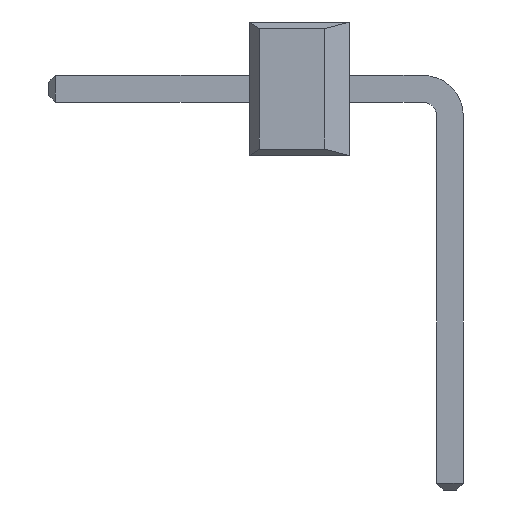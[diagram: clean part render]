
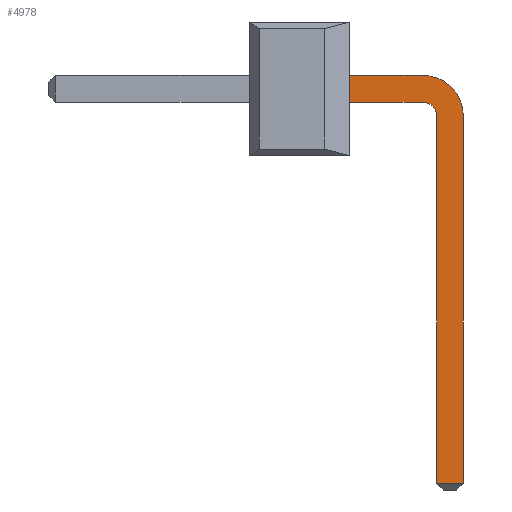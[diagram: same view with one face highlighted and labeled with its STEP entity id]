
A CAD part, left-side view. The second image highlights one B-rep face of the part: STEP entity #4978.
In plain terms, the highlighted planar face has unit normal (-1, 0, 0).
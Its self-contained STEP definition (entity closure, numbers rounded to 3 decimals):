
#4216=CARTESIAN_POINT('',(-0.254,1.905,1.016));
#4215=VERTEX_POINT('',#4216);
#4226=CARTESIAN_POINT('',(-0.254,1.905,1.524));
#4225=VERTEX_POINT('',#4226);
#4224=EDGE_CURVE('',#4225,#4215,#4229,.T.);
#4229=LINE('',#4226,#4231);
#4231=VECTOR('',#4232,0.508);
#4232=DIRECTION('',(0.0,0.0,-1.0));
#4255=CARTESIAN_POINT('',(-0.254,0.508,1.016));
#4254=VERTEX_POINT('',#4255);
#4263=EDGE_CURVE('',#4215,#4254,#4268,.T.);
#4268=LINE('',#4216,#4270);
#4270=VECTOR('',#4271,1.397);
#4271=DIRECTION('',(0.0,-1.0,0.0));
#4306=CARTESIAN_POINT('',(-0.254,0.508,1.524));
#4305=VERTEX_POINT('',#4306);
#4332=EDGE_CURVE('',#4305,#4225,#4337,.T.);
#4337=LINE('',#4306,#4339);
#4339=VECTOR('',#4340,1.397);
#4340=DIRECTION('',(0.0,1.0,0.0));
#4363=CARTESIAN_POINT('',(-0.254,0.254,-6.223));
#4362=VERTEX_POINT('',#4363);
#4373=CARTESIAN_POINT('',(-0.254,0.254,0.762));
#4372=VERTEX_POINT('',#4373);
#4371=EDGE_CURVE('',#4372,#4362,#4376,.T.);
#4376=LINE('',#4373,#4378);
#4378=VECTOR('',#4379,6.985);
#4379=DIRECTION('',(0.0,0.0,-1.0));
#4451=CARTESIAN_POINT('',(-0.254,-0.254,-6.223));
#4450=VERTEX_POINT('',#4451);
#4453=CARTESIAN_POINT('',(-0.254,-0.254,0.762));
#4452=VERTEX_POINT('',#4453);
#4449=EDGE_CURVE('',#4450,#4452,#4454,.T.);
#4454=LINE('',#4451,#4456);
#4456=VECTOR('',#4457,6.985);
#4457=DIRECTION('',(0.0,0.0,1.0));
#4704=EDGE_CURVE('',#4362,#4450,#4709,.T.);
#4709=LINE('',#4363,#4711);
#4711=VECTOR('',#4712,0.508);
#4712=DIRECTION('',(0.0,-1.0,0.0));
#4813=EDGE_CURVE($,#4254,#4372,#4818,.T.);
#4818=CIRCLE($,#4819,0.254);
#4820=CARTESIAN_POINT('',(-0.254,0.508,0.762));
#4819=AXIS2_PLACEMENT_3D($,#4820,#4821,#4822);
#4821=DIRECTION('',(1.0,0.0,0.0));
#4822=DIRECTION('',(0.0,-0.707,-0.707));
#4843=EDGE_CURVE($,#4452,#4305,#4848,.T.);
#4848=CIRCLE($,#4849,0.762);
#4849=AXIS2_PLACEMENT_3D($,#4820,#4851,#4852);
#4851=DIRECTION('',(-1.0,0.0,0.0));
#4852=DIRECTION('',(0.0,0.707,0.707));
#4978=ADVANCED_FACE($,(#4984),#4979,.T.);
#4979=PLANE($,#4980);
#4980=AXIS2_PLACEMENT_3D($,#4981,#4982,#4983);
#4981=CARTESIAN_POINT('',(-0.254,0.508,1.524));
#4982=DIRECTION('',(-1.0,0.0,0.0));
#4983=DIRECTION('',(-1.,0.,0.));
#4984=FACE_OUTER_BOUND($,#4985,.T.);
#4985=EDGE_LOOP($,(#4988, #4998, #5008, #5018, #5029, #5039, #5049, #5059));
#4988=ORIENTED_EDGE('',*,*,#4332,.T.);
#4998=ORIENTED_EDGE('',*,*,#4224,.T.);
#5008=ORIENTED_EDGE('',*,*,#4263,.T.);
#5018=ORIENTED_EDGE('',*,*,#4813,.T.);
#5029=ORIENTED_EDGE('',*,*,#4371,.T.);
#5039=ORIENTED_EDGE('',*,*,#4704,.T.);
#5049=ORIENTED_EDGE('',*,*,#4449,.T.);
#5059=ORIENTED_EDGE('',*,*,#4843,.T.);
